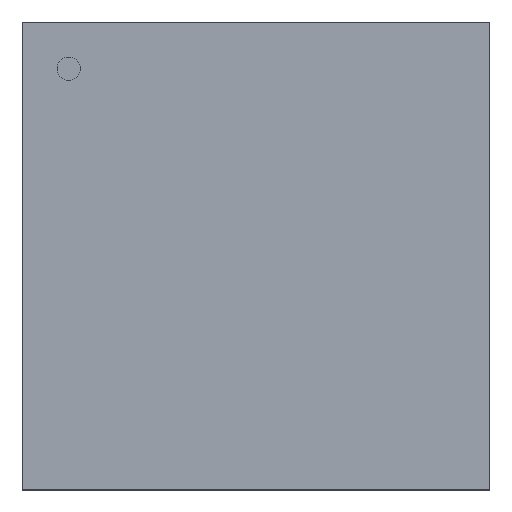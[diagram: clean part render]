
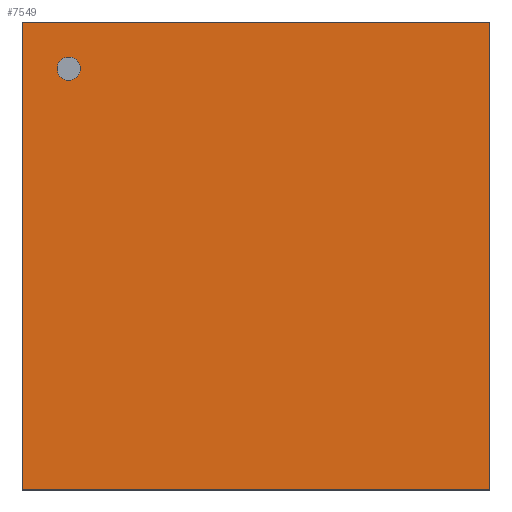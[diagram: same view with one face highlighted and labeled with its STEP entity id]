
A CAD part, top view. The second image highlights one B-rep face of the part: STEP entity #7549.
In plain terms, the highlighted planar face has unit normal (0, 0, 1).
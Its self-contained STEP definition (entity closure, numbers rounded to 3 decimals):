
#7325=CARTESIAN_POINT('',(11.5,-11.5,3.32));
#7324=VERTEX_POINT('',#7325);
#7335=CARTESIAN_POINT('',(-11.5,-11.5,3.32));
#7334=VERTEX_POINT('',#7335);
#7333=EDGE_CURVE('',#7334,#7324,#7338,.T.);
#7338=LINE('',#7335,#7340);
#7340=VECTOR('',#7341,23.);
#7341=DIRECTION('',(1.0,0.0,0.0));
#7374=CARTESIAN_POINT('',(11.5,11.5,3.32));
#7373=VERTEX_POINT('',#7374);
#7382=EDGE_CURVE('',#7324,#7373,#7387,.T.);
#7387=LINE('',#7325,#7389);
#7389=VECTOR('',#7390,23.);
#7390=DIRECTION('',(0.0,1.0,0.0));
#7423=CARTESIAN_POINT('',(-11.5,11.5,3.32));
#7422=VERTEX_POINT('',#7423);
#7431=EDGE_CURVE('',#7373,#7422,#7436,.T.);
#7436=LINE('',#7374,#7438);
#7438=VECTOR('',#7439,23.);
#7439=DIRECTION('',(-1.0,0.0,0.0));
#7480=EDGE_CURVE('',#7422,#7334,#7485,.T.);
#7485=LINE('',#7423,#7487);
#7487=VECTOR('',#7488,23.);
#7488=DIRECTION('',(0.0,-1.0,0.0));
#7549=ADVANCED_FACE('',(#7555),#7550,.T.);
#7550=PLANE('',#7551);
#7551=AXIS2_PLACEMENT_3D('',#7552,#7553,#7554);
#7552=CARTESIAN_POINT('',(-11.5,-11.5,3.32));
#7553=DIRECTION('',(0.0,0.0,1.0));
#7554=DIRECTION('',(0.,1.,0.));
#7555=FACE_OUTER_BOUND('',#7556,.T.);
#7556=EDGE_LOOP('',(#7557,#7567,#7577,#7587));
#7557=ORIENTED_EDGE('',*,*,#7333,.T.);
#7567=ORIENTED_EDGE('',*,*,#7382,.T.);
#7577=ORIENTED_EDGE('',*,*,#7431,.T.);
#7587=ORIENTED_EDGE('',*,*,#7480,.T.);
